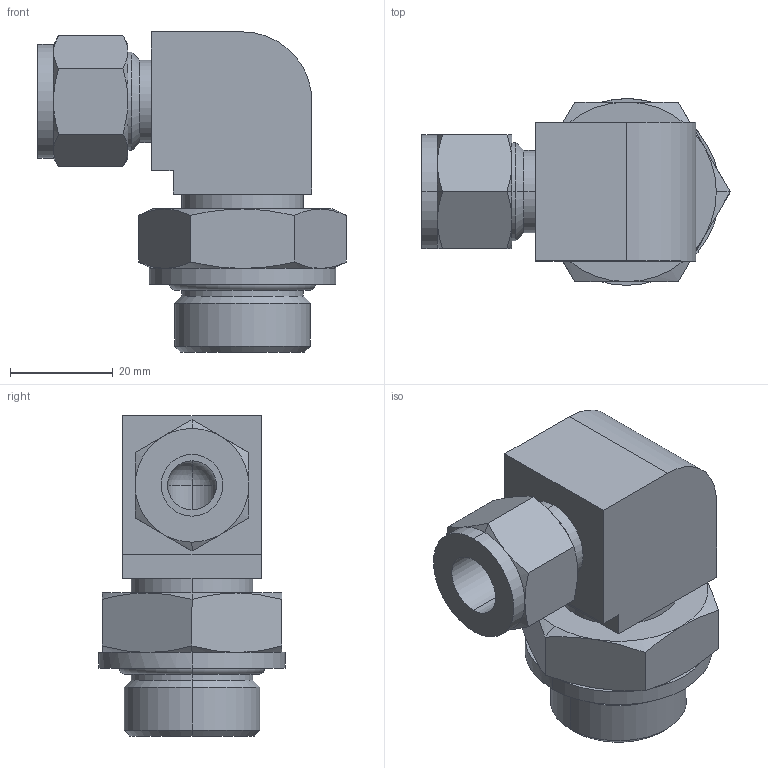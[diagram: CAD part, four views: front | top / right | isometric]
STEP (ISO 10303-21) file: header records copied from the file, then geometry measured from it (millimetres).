
FILE_DESCRIPTION(('starvars output'),'2;1');
FILE_NAME('cv20230511044120000003890.stp','04:41:21 2023/05/11',( 'Thomas Industrial Network Germany GmbH'),( 'Thomas Industrial Network Germany GmbH'),'unknown preprocess','ACIS' ,'unknown authorization');
FILE_SCHEMA(('AUTOMOTIVE_DESIGN_CC2 {UNKNOWN IMPLEMENTATION LEVEL}'));
Length unit declared in the file: millimetre
Products named in the file (1): PRODUCT_ID_1
Bounding box: 59.96 x 36.32 x 62.26 mm (x, y, z)
Volume: 49700.4 mm3; surface area: 14208.9 mm2
Topology: 1 solids, 1 shells, 90 faces, 197 edges, 114 vertices
Faces by surface type: cone 38, plane 27, cylinder 21, sphere 2, torus 2
Entity records: 2711 total; most frequent: CARTESIAN_POINT 402, ORIENTED_EDGE 390, DIRECTION 223, EDGE_CURVE 195, VERTEX_POINT 114, EDGE_LOOP 99, FACE_BOUND 99, STYLED_ITEM 91
